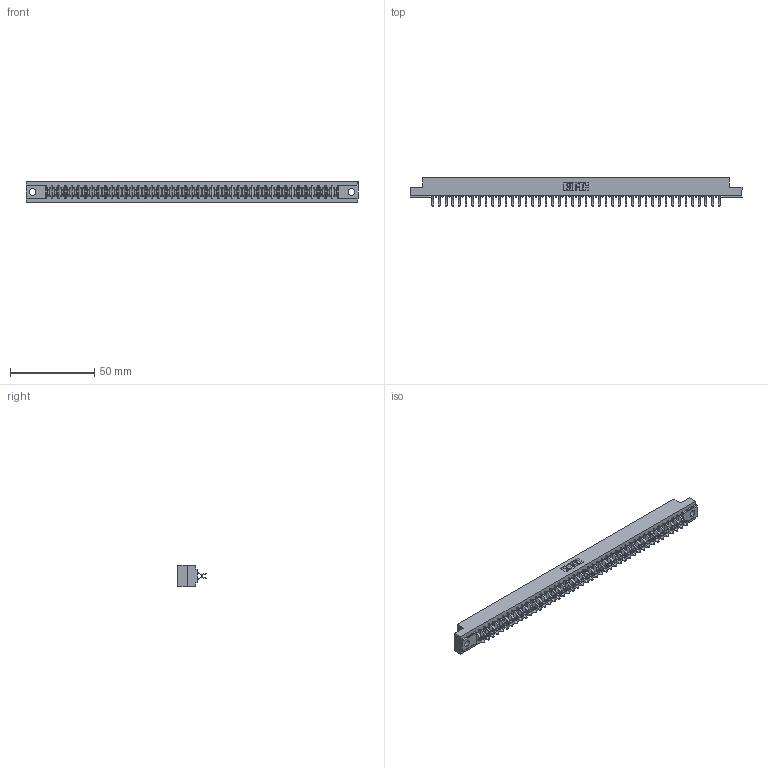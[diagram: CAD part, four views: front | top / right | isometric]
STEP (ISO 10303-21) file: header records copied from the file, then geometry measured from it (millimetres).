
FILE_DESCRIPTION (( 'STEP AP203' ), '1' );
FILE_NAME ('357-088-556-204.STEP', '2019-09-19T20:41:57', ( '' ), ( '' ), 'SwSTEP 2.0', 'SolidWorks 2016', '' );
FILE_SCHEMA (( 'CONFIG_CONTROL_DESIGN' ));
Length unit declared in the file: inch
Products named in the file (3): 307-290-001_556; 307 Part_.156 Dia Mounting Holes; 357-088-556-204
Assembly tree (89 placements, depth 2):
  357-088-556-204
    307 Part_.156 Dia Mounting Holes
    307-290-001_556  x88
Bounding box: 197.36 x 16.97 x 12.7 mm (x, y, z)
Volume: 20879 mm3; surface area: 25188.6 mm2
Topology: 89 solids, 89 shells, 4577 faces, 12855 edges, 8330 vertices
Faces by surface type: plane 2988, cylinder 1499, sphere 90
Entity records: 39404 total; most frequent: CARTESIAN_POINT 6450, ORIENTED_EDGE 6390, DIRECTION 6309, EDGE_CURVE 3195, VECTOR 2459, LINE 2459, VERTEX_POINT 2066, AXIS2_PLACEMENT_3D 1925
